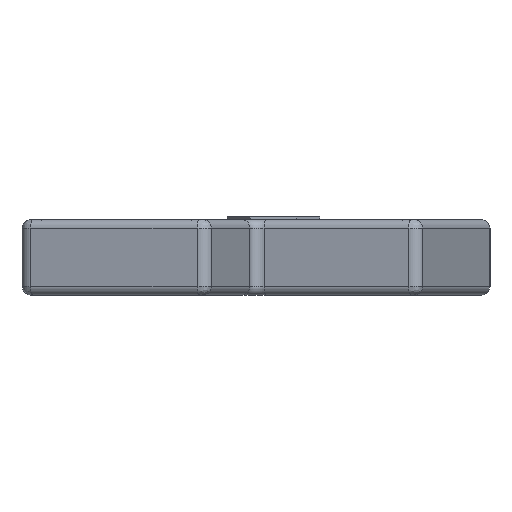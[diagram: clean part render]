
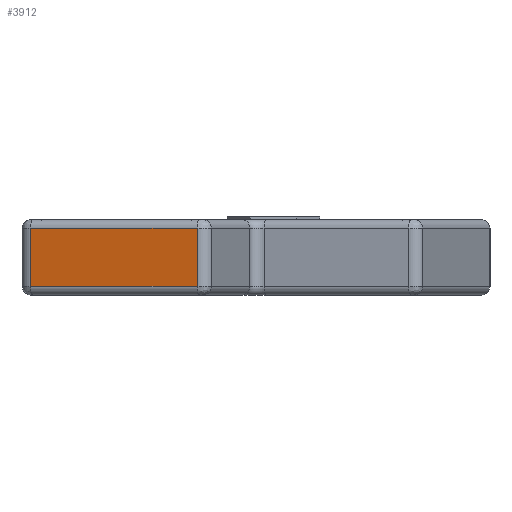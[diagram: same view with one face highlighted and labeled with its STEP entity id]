
A CAD part, left-side view. The second image highlights one B-rep face of the part: STEP entity #3912.
In plain terms, the highlighted planar face has unit normal (-0.966, 0.259, 0).
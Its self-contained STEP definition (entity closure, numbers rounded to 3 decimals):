
#158=PLANE('',#4284);
#388=FACE_OUTER_BOUND('',#625,.T.);
#625=EDGE_LOOP('',(#3120,#3121,#3122,#3123));
#958=LINE('',#5662,#1283);
#975=LINE('',#5749,#1300);
#1101=LINE('',#6233,#1426);
#1102=LINE('',#6235,#1427);
#1283=VECTOR('',#4549,10.);
#1300=VECTOR('',#4612,10.);
#1426=VECTOR('',#5074,10.);
#1427=VECTOR('',#5077,10.);
#1633=VERTEX_POINT('',#5652);
#1635=VERTEX_POINT('',#5658);
#1660=VERTEX_POINT('',#5735);
#1662=VERTEX_POINT('',#5741);
#2020=EDGE_CURVE('',#1633,#1635,#958,.T.);
#2055=EDGE_CURVE('',#1660,#1662,#975,.T.);
#2265=EDGE_CURVE('',#1633,#1662,#1101,.T.);
#2266=EDGE_CURVE('',#1635,#1660,#1102,.T.);
#3120=ORIENTED_EDGE('',*,*,#2020,.F.);
#3121=ORIENTED_EDGE('',*,*,#2265,.T.);
#3122=ORIENTED_EDGE('',*,*,#2055,.F.);
#3123=ORIENTED_EDGE('',*,*,#2266,.F.);
#3912=ADVANCED_FACE('',(#388),#158,.T.);
#4284=AXIS2_PLACEMENT_3D('',#6234,#5075,#5076);
#4549=DIRECTION('',(0.259,0.966,0.));
#4612=DIRECTION('',(-0.259,-0.966,0.));
#5074=DIRECTION('',(0.,0.,1.));
#5075=DIRECTION('center_axis',(-0.966,0.259,0.));
#5076=DIRECTION('ref_axis',(-0.259,-0.966,0.));
#5077=DIRECTION('',(0.,0.,1.));
#5652=CARTESIAN_POINT('',(-3.353,24.192,1.5));
#5658=CARTESIAN_POINT('',(4.412,53.17,1.5));
#5662=CARTESIAN_POINT('',(2.201,44.921,1.5));
#5735=CARTESIAN_POINT('',(4.412,53.17,11.6));
#5741=CARTESIAN_POINT('',(-3.353,24.192,11.6));
#5749=CARTESIAN_POINT('',(2.201,44.921,11.6));
#6233=CARTESIAN_POINT('',(-3.353,24.192,0.));
#6234=CARTESIAN_POINT('Origin',(4.412,53.17,0.));
#6235=CARTESIAN_POINT('',(4.412,53.17,0.));
